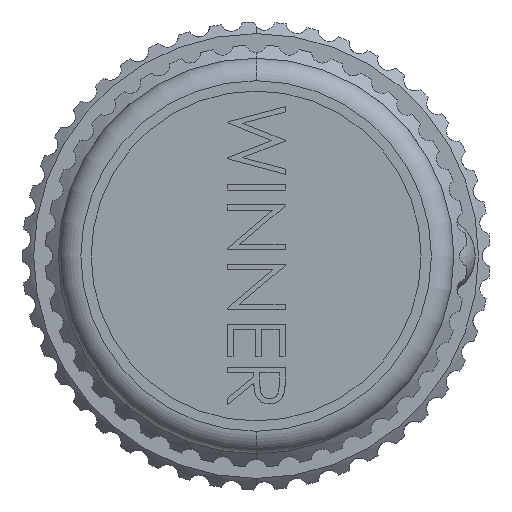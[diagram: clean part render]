
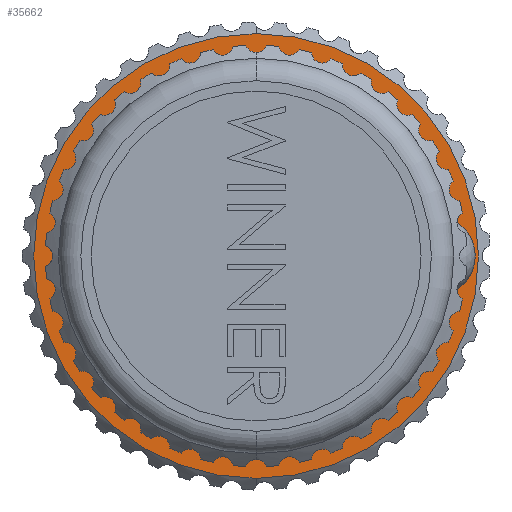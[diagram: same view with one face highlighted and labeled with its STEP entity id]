
A CAD part, left-side view. The second image highlights one B-rep face of the part: STEP entity #35662.
In plain terms, the highlighted planar face has unit normal (-1, 0, 0).
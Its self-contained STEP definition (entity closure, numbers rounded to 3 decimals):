
#1166 = ORIENTED_EDGE ( 'NONE', *, *, #8254, .T. ) ;
#2139 = FACE_OUTER_BOUND ( 'NONE', #13964, .T. ) ;
#3237 = CIRCLE ( 'NONE', #20451, 8.56 ) ;
#4886 = DIRECTION ( 'NONE',  ( -1., 0., 0. ) ) ;
#5024 = PLANE ( 'NONE',  #21998 ) ;
#5489 = AXIS2_PLACEMENT_3D ( 'NONE', #30218, #24898, #11112 ) ;
#5528 = EDGE_LOOP ( 'NONE', ( #24221, #18191 ) ) ;
#6664 = DIRECTION ( 'NONE',  ( 0., 0., -1. ) ) ;
#8023 = DIRECTION ( 'NONE',  ( 0., 0., -1. ) ) ;
#8254 = EDGE_CURVE ( 'NONE', #31261, #28363, #9364, .T. ) ;
#9364 = CIRCLE ( 'NONE', #16929, 15.3 ) ;
#10160 = EDGE_CURVE ( 'NONE', #28581, #22572, #20486, .T. ) ;
#11112 = DIRECTION ( 'NONE',  ( 0., 0., -1. ) ) ;
#12347 = CARTESIAN_POINT ( 'NONE',  ( -7.956, 0., 0. ) ) ;
#13964 = EDGE_LOOP ( 'NONE', ( #27996, #1166 ) ) ;
#14550 = EDGE_CURVE ( 'NONE', #22572, #28581, #3237, .T. ) ;
#14826 = CARTESIAN_POINT ( 'NONE',  ( -7.956, 0., 0. ) ) ;
#16790 = CARTESIAN_POINT ( 'NONE',  ( -7.956, 0., 15.3 ) ) ;
#16929 = AXIS2_PLACEMENT_3D ( 'NONE', #29913, #4886, #18679 ) ;
#17371 = DIRECTION ( 'NONE',  ( -1., 0., 0. ) ) ;
#18191 = ORIENTED_EDGE ( 'NONE', *, *, #10160, .F. ) ;
#18679 = DIRECTION ( 'NONE',  ( 0., 0., -1. ) ) ;
#18939 = CARTESIAN_POINT ( 'NONE',  ( -7.956, 0., 0. ) ) ;
#20451 = AXIS2_PLACEMENT_3D ( 'NONE', #12347, #17371, #20624 ) ;
#20486 = CIRCLE ( 'NONE', #5489, 8.56 ) ;
#20624 = DIRECTION ( 'NONE',  ( 0., 0., -1. ) ) ;
#20853 = CARTESIAN_POINT ( 'NONE',  ( -7.956, 0., 8.56 ) ) ;
#21414 = EDGE_CURVE ( 'NONE', #28363, #31261, #28169, .T. ) ;
#21998 = AXIS2_PLACEMENT_3D ( 'NONE', #18939, #27030, #8023 ) ;
#22572 = VERTEX_POINT ( 'NONE', #30624 ) ;
#24221 = ORIENTED_EDGE ( 'NONE', *, *, #14550, .F. ) ;
#24898 = DIRECTION ( 'NONE',  ( -1., 0., 0. ) ) ;
#27030 = DIRECTION ( 'NONE',  ( -1., 0., 0. ) ) ;
#27996 = ORIENTED_EDGE ( 'NONE', *, *, #21414, .T. ) ;
#28169 = CIRCLE ( 'NONE', #29196, 15.3 ) ;
#28363 = VERTEX_POINT ( 'NONE', #16790 ) ;
#28581 = VERTEX_POINT ( 'NONE', #20853 ) ;
#29196 = AXIS2_PLACEMENT_3D ( 'NONE', #14826, #33962, #6664 ) ;
#29913 = CARTESIAN_POINT ( 'NONE',  ( -7.956, 0., 0. ) ) ;
#30131 = FACE_BOUND ( 'NONE', #5528, .T. ) ;
#30218 = CARTESIAN_POINT ( 'NONE',  ( -7.956, 0., 0. ) ) ;
#30624 = CARTESIAN_POINT ( 'NONE',  ( -7.956, 0., -8.56 ) ) ;
#31261 = VERTEX_POINT ( 'NONE', #34515 ) ;
#33962 = DIRECTION ( 'NONE',  ( -1., 0., 0. ) ) ;
#34515 = CARTESIAN_POINT ( 'NONE',  ( -7.956, 0., -15.3 ) ) ;
#35662 = ADVANCED_FACE ( 'NONE', ( #30131, #2139 ), #5024, .T. ) ;
